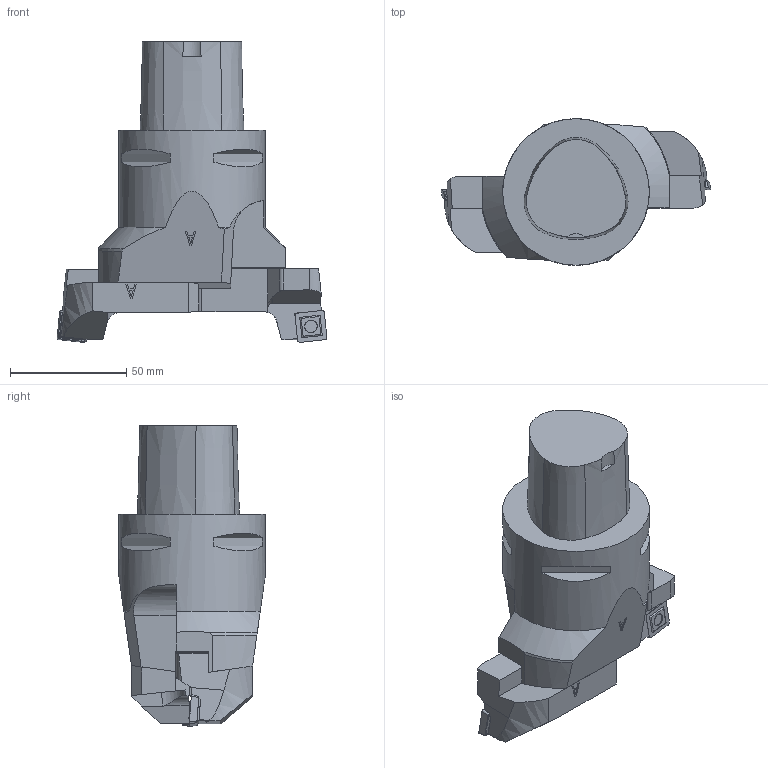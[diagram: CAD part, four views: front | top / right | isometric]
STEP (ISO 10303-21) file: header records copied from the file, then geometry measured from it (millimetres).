
FILE_DESCRIPTION(/* description */ (''),/* implementation_level */ '2;1');
FILE_NAME(/* name */ '1566884814356.stp',/* time_stamp */ '2019-08-27T07:47:01+02:00',/* author */ (''),/* organization */ ('SMS'),/* preprocessor_version */ 'ST-DEVELOPER v16.7',/* originating_system */ 'SIEMENS PLM Software NX 12.0',/* authorisation */ '');
FILE_SCHEMA (('AUTOMOTIVE_DESIGN { 1 0 10303 214 3 1 1 1 }'));
Length unit declared in the file: millimetre
Products named in the file (10): ASSEMBLY_CONSTRUCTION; 201031353mod000_00; 201012610mod000_00; 201030298mod000_00; 200954425mod000_01; 201031374mod000_01; 201030484mod000_01; 201090933mod000_01
Assembly tree (10 placements, depth 3):
  201090933mod000_01
    201030484mod000_01
      201030298mod000_00
      201012610mod000_00
      ASSEMBLY_CONSTRUCTION
    201031374mod000_01
      201031353mod000_00
      201012610mod000_00
      ASSEMBLY_CONSTRUCTION
    200954425mod000_01
    ASSEMBLY_CONSTRUCTION
Bounding box: 115.96 x 63 x 129.21 mm (x, y, z)
Volume: 297666 mm3; surface area: 41445.9 mm2
Topology: 5 solids, 5 shells, 260 faces, 691 edges, 484 vertices
Faces by surface type: plane 173, cone 32, cylinder 21, extrusion 18, torus 16
Full cylindrical faces by diameter (mm): 4 x4, 63 x1
Entity records: 7943 total; most frequent: CARTESIAN_POINT 2034, ORIENTED_EDGE 1170, DIRECTION 1065, EDGE_CURVE 585, VERTEX_POINT 409, VECTOR 359, AXIS2_PLACEMENT_3D 353, LINE 341
